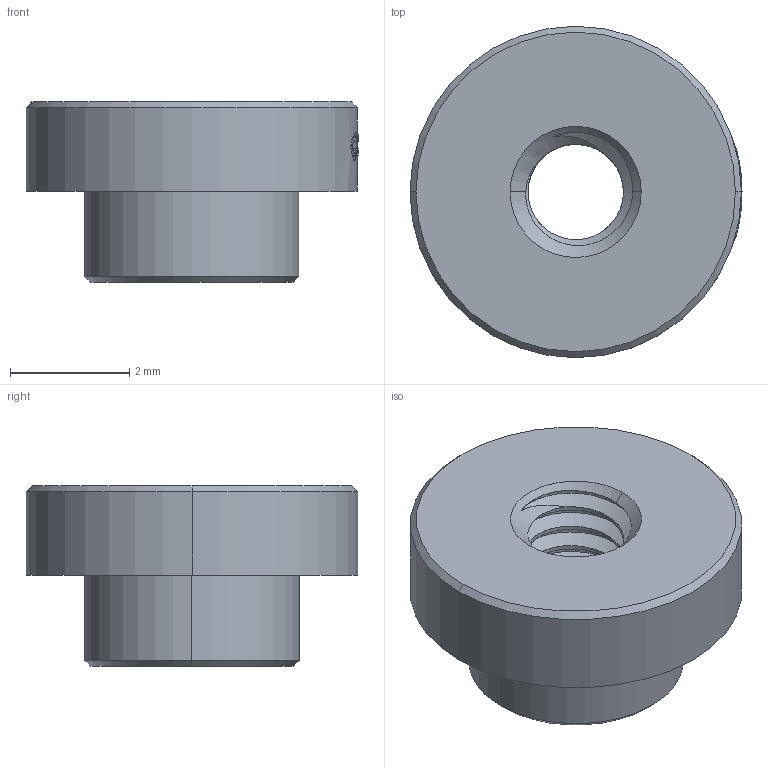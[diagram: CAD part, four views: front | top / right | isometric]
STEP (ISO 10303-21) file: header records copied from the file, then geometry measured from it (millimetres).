
FILE_DESCRIPTION (( 'STEP AP214' ), '1' );
FILE_NAME ('SMD_BD5.6-L5.6-W5.6-D3.6.step', '2023-11-13T06:38:58', ( '' ), ( '' ), 'SwSTEP 2.0', 'SolidWorks 2020', '' );
FILE_SCHEMA (( 'AUTOMOTIVE_DESIGN' ));
Length unit declared in the file: millimetre
Products named in the file (1): SMD_BD5.6-L5.6-W5.6-D3.6
Bounding box: 5.57 x 5.56 x 3.03 mm (x, y, z)
Volume: 43.9 mm3; surface area: 109 mm2
Topology: 1 solids, 1 shells, 253 faces, 695 edges, 462 vertices
Faces by surface type: bspline 124, plane 85, cylinder 36, cone 8
Entity records: 12927 total; most frequent: CARTESIAN_POINT 4805, ORIENTED_EDGE 1390, EDGE_CURVE 695, DIRECTION 642, VERTEX_POINT 462, B_SPLINE_CURVE_WITH_KNOTS 401, EDGE_LOOP 273, UNCERTAINTY_MEASURE_WITH_UNIT 256
